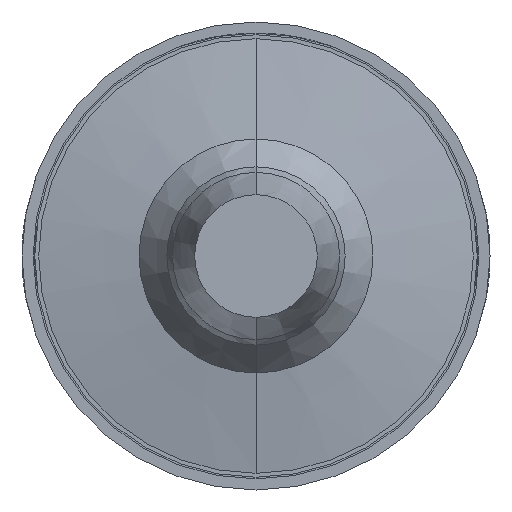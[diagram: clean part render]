
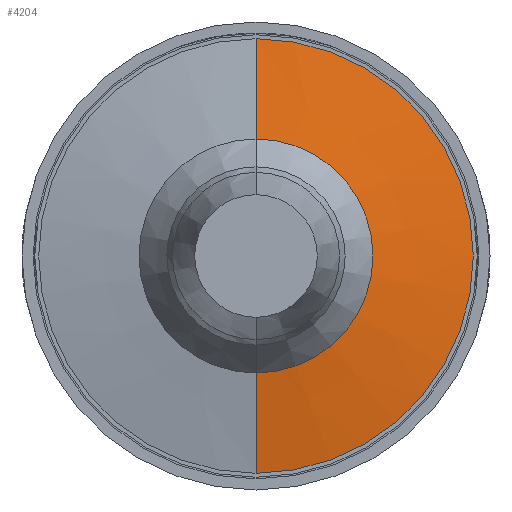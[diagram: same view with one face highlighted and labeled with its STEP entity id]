
A CAD part, front view. The second image highlights one B-rep face of the part: STEP entity #4204.
In plain terms, the highlighted conical face has half-angle 80.134 degrees and reference radius 0.8 mm.
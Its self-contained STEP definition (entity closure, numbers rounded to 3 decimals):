
#155 = CONICAL_SURFACE ( 'NONE', #5704, 0.8, 1.399 ) ;
#321 = EDGE_LOOP ( 'NONE', ( #5191, #2463, #3206, #5645 ) ) ;
#743 = DIRECTION ( 'NONE',  ( 0., -1., 0. ) ) ;
#1073 = DIRECTION ( 'NONE',  ( 0., 0., -1. ) ) ;
#1088 = FACE_OUTER_BOUND ( 'NONE', #321, .T. ) ;
#1160 = CIRCLE ( 'NONE', #6007, 1.95 ) ;
#1228 = EDGE_CURVE ( 'NONE', #4962, #5557, #3566, .T. ) ;
#1448 = VERTEX_POINT ( 'NONE', #4228 ) ;
#1735 = EDGE_CURVE ( 'Defeature ausgef�hrt1_97+Defeature ausgef�hrt1_96+Defeature ausgef�hrt1_96+Defeature ausgef�hrt1_96', #5557, #1448, #1160, .T. ) ;
#1809 = VERTEX_POINT ( 'NONE', #2380 ) ;
#2380 = CARTESIAN_POINT ( 'NONE',  ( 0., -29.9, 0.8 ) ) ;
#2463 = ORIENTED_EDGE ( 'NONE', *, *, #1228, .T. ) ;
#2662 = CARTESIAN_POINT ( 'NONE',  ( 0., -29.9, -0.8 ) ) ;
#2697 = VECTOR ( 'NONE', #5595, 1000. ) ;
#2834 = CARTESIAN_POINT ( 'NONE',  ( 0., -29.9, -0.8 ) ) ;
#3206 = ORIENTED_EDGE ( 'NONE', *, *, #1735, .T. ) ;
#3247 = CARTESIAN_POINT ( 'NONE',  ( 0., -29.7, -1.95 ) ) ;
#3271 = DIRECTION ( 'NONE',  ( 0., -1., 0. ) ) ;
#3418 = AXIS2_PLACEMENT_3D ( 'NONE', #6546, #3271, #1073 ) ;
#3499 = CIRCLE ( 'NONE', #3418, 0.8 ) ;
#3566 = LINE ( 'NONE', #2834, #2697 ) ;
#3937 = DIRECTION ( 'NONE',  ( 0., 1., 0. ) ) ;
#4204 = ADVANCED_FACE ( 'Defeature ausgef�hrt1_97', ( #1088 ), #155, .T. ) ;
#4228 = CARTESIAN_POINT ( 'NONE',  ( 0., -29.7, 1.95 ) ) ;
#4246 = VECTOR ( 'NONE', #5543, 1000. ) ;
#4504 = DIRECTION ( 'NONE',  ( 0., 0., 1. ) ) ;
#4539 = CARTESIAN_POINT ( 'NONE',  ( 0., -29.7, 0. ) ) ;
#4962 = VERTEX_POINT ( 'NONE', #2662 ) ;
#4977 = EDGE_CURVE ( 'Defeature ausgef�hrt1_98+Defeature ausgef�hrt1_97+Defeature ausgef�hrt1_97+Defeature ausgef�hrt1_97', #4962, #1809, #3499, .T. ) ;
#5191 = ORIENTED_EDGE ( 'NONE', *, *, #4977, .F. ) ;
#5543 = DIRECTION ( 'NONE',  ( 0., 0.171, 0.985 ) ) ;
#5557 = VERTEX_POINT ( 'NONE', #3247 ) ;
#5595 = DIRECTION ( 'NONE',  ( 0., 0.171, -0.985 ) ) ;
#5645 = ORIENTED_EDGE ( 'NONE', *, *, #5992, .F. ) ;
#5704 = AXIS2_PLACEMENT_3D ( 'NONE', #6722, #3937, #4504 ) ;
#5992 = EDGE_CURVE ( 'NONE', #1809, #1448, #6553, .T. ) ;
#6007 = AXIS2_PLACEMENT_3D ( 'NONE', #4539, #743, #6262 ) ;
#6251 = CARTESIAN_POINT ( 'NONE',  ( 0., -29.9, 0.8 ) ) ;
#6262 = DIRECTION ( 'NONE',  ( 0., 0., -1. ) ) ;
#6546 = CARTESIAN_POINT ( 'NONE',  ( 0., -29.9, 0. ) ) ;
#6553 = LINE ( 'NONE', #6251, #4246 ) ;
#6722 = CARTESIAN_POINT ( 'NONE',  ( 0., -29.9, 0. ) ) ;
